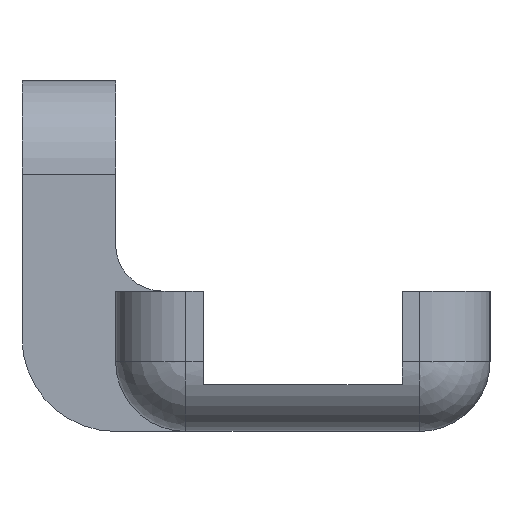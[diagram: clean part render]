
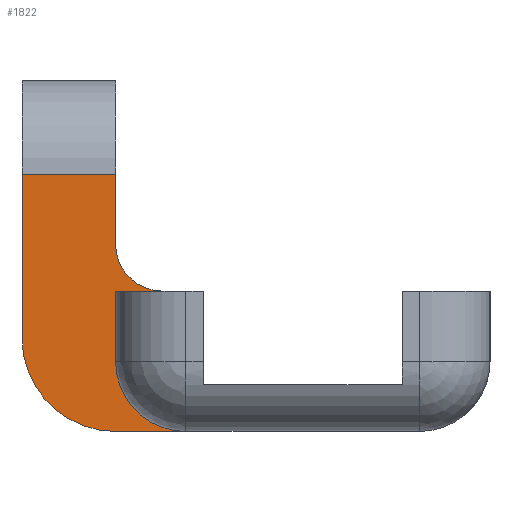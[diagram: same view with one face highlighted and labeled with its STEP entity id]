
A CAD part, left-side view. The second image highlights one B-rep face of the part: STEP entity #1822.
In plain terms, the highlighted planar face has unit normal (-1, 0, 0).
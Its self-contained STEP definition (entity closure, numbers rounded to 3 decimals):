
#33 = CARTESIAN_POINT ( 'NONE',  ( -147.53, 51.152, 0. ) ) ;
#93 = CARTESIAN_POINT ( 'NONE',  ( -147.53, 45.152, 8. ) ) ;
#147 = ORIENTED_EDGE ( 'NONE', *, *, #661, .T. ) ;
#169 = FACE_OUTER_BOUND ( 'NONE', #1988, .T. ) ;
#219 = LINE ( 'NONE', #961, #2076 ) ;
#270 = CIRCLE ( 'NONE', #2156, 2. ) ;
#276 = LINE ( 'NONE', #1401, #1862 ) ;
#290 = DIRECTION ( 'NONE',  ( 0., 0., -1. ) ) ;
#298 = LINE ( 'NONE', #840, #1183 ) ;
#332 = DIRECTION ( 'NONE',  ( 0., 0., -1. ) ) ;
#348 = CIRCLE ( 'NONE', #1363, 3. ) ;
#410 = ORIENTED_EDGE ( 'NONE', *, *, #826, .T. ) ;
#425 = VERTEX_POINT ( 'NONE', #1938 ) ;
#470 = CARTESIAN_POINT ( 'NONE',  ( -147.53, 44.152, 3. ) ) ;
#477 = CARTESIAN_POINT ( 'NONE',  ( -147.53, 47.152, 6. ) ) ;
#545 = LINE ( 'NONE', #33, #1486 ) ;
#561 = ORIENTED_EDGE ( 'NONE', *, *, #872, .T. ) ;
#590 = ORIENTED_EDGE ( 'NONE', *, *, #1237, .T. ) ;
#661 = EDGE_CURVE ( 'NONE', #1667, #2042, #270, .T. ) ;
#694 = AXIS2_PLACEMENT_3D ( 'NONE', #709, #1968, #332 ) ;
#709 = CARTESIAN_POINT ( 'NONE',  ( -147.53, 51.152, 0. ) ) ;
#740 = CARTESIAN_POINT ( 'NONE',  ( -147.53, 47.152, 0. ) ) ;
#762 = ORIENTED_EDGE ( 'NONE', *, *, #2210, .F. ) ;
#783 = DIRECTION ( 'NONE',  ( 0., 0., -1. ) ) ;
#805 = DIRECTION ( 'NONE',  ( 1., 0., 0. ) ) ;
#819 = DIRECTION ( 'NONE',  ( 0., 1., 0. ) ) ;
#826 = EDGE_CURVE ( 'NONE', #1653, #425, #348, .T. ) ;
#840 = CARTESIAN_POINT ( 'NONE',  ( -147.53, 0., 0. ) ) ;
#872 = EDGE_CURVE ( 'NONE', #425, #1215, #1246, .T. ) ;
#890 = EDGE_CURVE ( 'NONE', #1196, #1221, #545, .T. ) ;
#892 = DIRECTION ( 'NONE',  ( 0., 0., 1. ) ) ;
#940 = VECTOR ( 'NONE', #1655, 1000. ) ;
#957 = CARTESIAN_POINT ( 'NONE',  ( -147.53, 47.152, 8. ) ) ;
#961 = CARTESIAN_POINT ( 'NONE',  ( -147.53, 0., 6. ) ) ;
#1009 = CARTESIAN_POINT ( 'NONE',  ( -147.53, 47.152, 4. ) ) ;
#1145 = EDGE_CURVE ( 'NONE', #2042, #2050, #1559, .T. ) ;
#1178 = CIRCLE ( 'NONE', #1332, 4. ) ;
#1179 = VECTOR ( 'NONE', #1390, 1000. ) ;
#1183 = VECTOR ( 'NONE', #2089, 1000. ) ;
#1185 = CARTESIAN_POINT ( 'NONE',  ( -147.53, 51.152, 11. ) ) ;
#1196 = VERTEX_POINT ( 'NONE', #1378 ) ;
#1215 = VERTEX_POINT ( 'NONE', #477 ) ;
#1221 = VERTEX_POINT ( 'NONE', #1185 ) ;
#1237 = EDGE_CURVE ( 'NONE', #2050, #1221, #276, .T. ) ;
#1246 = LINE ( 'NONE', #1445, #940 ) ;
#1293 = ORIENTED_EDGE ( 'NONE', *, *, #1326, .T. ) ;
#1326 = EDGE_CURVE ( 'NONE', #1196, #1567, #1178, .T. ) ;
#1332 = AXIS2_PLACEMENT_3D ( 'NONE', #1009, #1376, #2272 ) ;
#1344 = CARTESIAN_POINT ( 'NONE',  ( -147.53, 45.152, 6. ) ) ;
#1363 = AXIS2_PLACEMENT_3D ( 'NONE', #470, #2068, #290 ) ;
#1376 = DIRECTION ( 'NONE',  ( -1., 0., 0. ) ) ;
#1377 = ORIENTED_EDGE ( 'NONE', *, *, #1145, .T. ) ;
#1378 = CARTESIAN_POINT ( 'NONE',  ( -147.53, 51.152, 4. ) ) ;
#1390 = DIRECTION ( 'NONE',  ( 0., 0., 1. ) ) ;
#1401 = CARTESIAN_POINT ( 'NONE',  ( -147.53, 51.152, 11. ) ) ;
#1445 = CARTESIAN_POINT ( 'NONE',  ( -147.53, 47.152, 0. ) ) ;
#1486 = VECTOR ( 'NONE', #892, 1000. ) ;
#1544 = CARTESIAN_POINT ( 'NONE',  ( -147.53, 47.152, 11. ) ) ;
#1559 = LINE ( 'NONE', #2113, #1179 ) ;
#1567 = VERTEX_POINT ( 'NONE', #740 ) ;
#1601 = EDGE_CURVE ( 'NONE', #1667, #1215, #219, .T. ) ;
#1611 = PLANE ( 'NONE',  #694 ) ;
#1653 = VERTEX_POINT ( 'NONE', #2205 ) ;
#1655 = DIRECTION ( 'NONE',  ( 0., 0., 1. ) ) ;
#1661 = DIRECTION ( 'NONE',  ( 0., 1., 0. ) ) ;
#1667 = VERTEX_POINT ( 'NONE', #1344 ) ;
#1822 = ADVANCED_FACE ( 'NONE', ( #169 ), #1611, .F. ) ;
#1862 = VECTOR ( 'NONE', #819, 1000. ) ;
#1938 = CARTESIAN_POINT ( 'NONE',  ( -147.53, 47.152, 3. ) ) ;
#1968 = DIRECTION ( 'NONE',  ( 1., 0., 0. ) ) ;
#1988 = EDGE_LOOP ( 'NONE', ( #561, #2146, #147, #1377, #590, #2320, #1293, #762, #410 ) ) ;
#2042 = VERTEX_POINT ( 'NONE', #957 ) ;
#2050 = VERTEX_POINT ( 'NONE', #1544 ) ;
#2068 = DIRECTION ( 'NONE',  ( 1., 0., 0. ) ) ;
#2076 = VECTOR ( 'NONE', #1661, 1000. ) ;
#2089 = DIRECTION ( 'NONE',  ( 0., 1., 0. ) ) ;
#2113 = CARTESIAN_POINT ( 'NONE',  ( -147.53, 47.152, 0. ) ) ;
#2146 = ORIENTED_EDGE ( 'NONE', *, *, #1601, .F. ) ;
#2156 = AXIS2_PLACEMENT_3D ( 'NONE', #93, #805, #783 ) ;
#2205 = CARTESIAN_POINT ( 'NONE',  ( -147.53, 44.152, 0. ) ) ;
#2210 = EDGE_CURVE ( 'NONE', #1653, #1567, #298, .T. ) ;
#2272 = DIRECTION ( 'NONE',  ( 0., 0., -1. ) ) ;
#2320 = ORIENTED_EDGE ( 'NONE', *, *, #890, .F. ) ;
